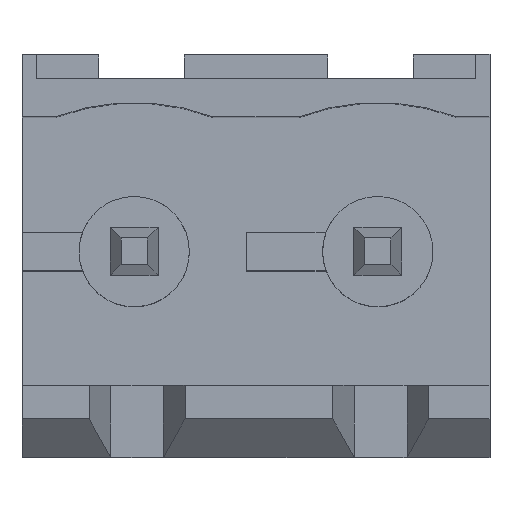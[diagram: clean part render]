
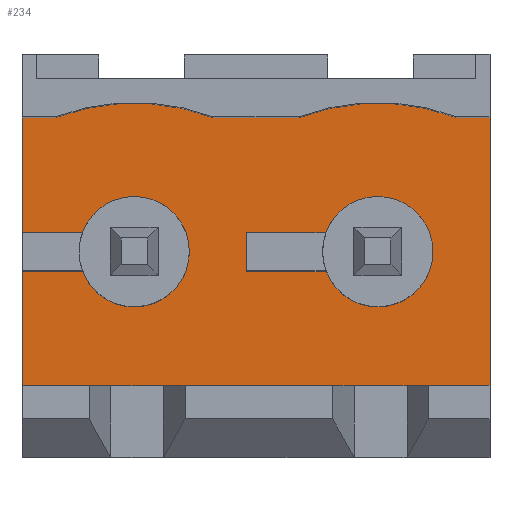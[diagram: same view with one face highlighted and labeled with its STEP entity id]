
A CAD part, top view. The second image highlights one B-rep face of the part: STEP entity #234.
In plain terms, the highlighted planar face has unit normal (0, 0, 1).
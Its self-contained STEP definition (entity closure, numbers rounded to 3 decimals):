
#234 = ADVANCED_FACE( '', ( #520, #521 ), #522, .T. );
#520 = FACE_BOUND( '', #877, .T. );
#521 = FACE_OUTER_BOUND( '', #878, .T. );
#522 = PLANE( '', #879 );
#877 = EDGE_LOOP( '', ( #1370, #1371, #1372, #1373 ) );
#878 = EDGE_LOOP( '', ( #1374, #1375, #1376, #1377, #1378, #1379, #1380, #1381, #1382, #1383, #1384, #1385 ) );
#879 = AXIS2_PLACEMENT_3D( '', #1386, #1387, #1388 );
#1370 = ORIENTED_EDGE( '', *, *, #2306, .F. );
#1371 = ORIENTED_EDGE( '', *, *, #2307, .F. );
#1372 = ORIENTED_EDGE( '', *, *, #2308, .F. );
#1373 = ORIENTED_EDGE( '', *, *, #2309, .F. );
#1374 = ORIENTED_EDGE( '', *, *, #2310, .T. );
#1375 = ORIENTED_EDGE( '', *, *, #2272, .T. );
#1376 = ORIENTED_EDGE( '', *, *, #2311, .T. );
#1377 = ORIENTED_EDGE( '', *, *, #2312, .T. );
#1378 = ORIENTED_EDGE( '', *, *, #2313, .T. );
#1379 = ORIENTED_EDGE( '', *, *, #2314, .T. );
#1380 = ORIENTED_EDGE( '', *, *, #2203, .T. );
#1381 = ORIENTED_EDGE( '', *, *, #2315, .T. );
#1382 = ORIENTED_EDGE( '', *, *, #2316, .F. );
#1383 = ORIENTED_EDGE( '', *, *, #2317, .F. );
#1384 = ORIENTED_EDGE( '', *, *, #2198, .F. );
#1385 = ORIENTED_EDGE( '', *, *, #2318, .T. );
#1386 = CARTESIAN_POINT( '', ( 0., 0., 3. ) );
#1387 = DIRECTION( '', ( 0., 0., 1. ) );
#1388 = DIRECTION( '', ( 1., 0., 0. ) );
#2198 = EDGE_CURVE( '', #2617, #2620, #2621, .T. );
#2203 = EDGE_CURVE( '', #2629, #2626, #2630, .T. );
#2272 = EDGE_CURVE( '', #2752, #2750, #2753, .T. );
#2306 = EDGE_CURVE( '', #2805, #2806, #2807, .T. );
#2307 = EDGE_CURVE( '', #2808, #2805, #2809, .T. );
#2308 = EDGE_CURVE( '', #2810, #2808, #2811, .T. );
#2309 = EDGE_CURVE( '', #2806, #2810, #2812, .T. );
#2310 = EDGE_CURVE( '', #2813, #2752, #2814, .T. );
#2311 = EDGE_CURVE( '', #2750, #2815, #2816, .T. );
#2312 = EDGE_CURVE( '', #2815, #2817, #2818, .T. );
#2313 = EDGE_CURVE( '', #2817, #2819, #2820, .T. );
#2314 = EDGE_CURVE( '', #2819, #2629, #2821, .T. );
#2315 = EDGE_CURVE( '', #2626, #2822, #2823, .T. );
#2316 = EDGE_CURVE( '', #2824, #2822, #2825, .T. );
#2317 = EDGE_CURVE( '', #2620, #2824, #2826, .T. );
#2318 = EDGE_CURVE( '', #2617, #2813, #2827, .T. );
#2617 = VERTEX_POINT( '', #3223 );
#2620 = VERTEX_POINT( '', #3227 );
#2621 = LINE( '', #3228, #3229 );
#2626 = VERTEX_POINT( '', #3236 );
#2629 = VERTEX_POINT( '', #3240 );
#2630 = LINE( '', #3241, #3242 );
#2750 = VERTEX_POINT( '', #3416 );
#2752 = VERTEX_POINT( '', #3419 );
#2753 = LINE( '', #3420, #3421 );
#2805 = VERTEX_POINT( '', #3500 );
#2806 = VERTEX_POINT( '', #3501 );
#2807 = CIRCLE( '', #3502, 1.15 );
#2808 = VERTEX_POINT( '', #3503 );
#2809 = LINE( '', #3504, #3505 );
#2810 = VERTEX_POINT( '', #3506 );
#2811 = LINE( '', #3507, #3508 );
#2812 = LINE( '', #3509, #3510 );
#2813 = VERTEX_POINT( '', #3511 );
#2814 = LINE( '', #3512, #3513 );
#2815 = VERTEX_POINT( '', #3514 );
#2816 = LINE( '', #3515, #3516 );
#2817 = VERTEX_POINT( '', #3517 );
#2818 = CIRCLE( '', #3518, 4.633 );
#2819 = VERTEX_POINT( '', #3519 );
#2820 = LINE( '', #3520, #3521 );
#2821 = CIRCLE( '', #3522, 4.633 );
#2822 = VERTEX_POINT( '', #3523 );
#2823 = LINE( '', #3524, #3525 );
#2824 = VERTEX_POINT( '', #3526 );
#2825 = LINE( '', #3527, #3528 );
#2826 = CIRCLE( '', #3529, 1.15 );
#2827 = LINE( '', #3530, #3531 );
#3223 = CARTESIAN_POINT( '', ( 1.6, 3.9, 3. ) );
#3227 = CARTESIAN_POINT( '', ( 2.862, 3.9, 3. ) );
#3228 = CARTESIAN_POINT( '', ( 1.2, 3.9, 3. ) );
#3229 = VECTOR( '', #4031, 1000. );
#3236 = CARTESIAN_POINT( '', ( 1.6, 7.1, 3. ) );
#3240 = CARTESIAN_POINT( '', ( 2.3, 7.1, 3. ) );
#3241 = CARTESIAN_POINT( '', ( 11.76, 7.1, 3. ) );
#3242 = VECTOR( '', #4035, 1000. );
#3416 = CARTESIAN_POINT( '', ( 11.36, 7.1, 3. ) );
#3419 = CARTESIAN_POINT( '', ( 11.36, 1.5, 3. ) );
#3420 = CARTESIAN_POINT( '', ( 11.36, 0., 3. ) );
#3421 = VECTOR( '', #4094, 1000. );
#3500 = CARTESIAN_POINT( '', ( 7.942, 3.9, 3. ) );
#3501 = CARTESIAN_POINT( '', ( 7.942, 4.7, 3. ) );
#3502 = AXIS2_PLACEMENT_3D( '', #4125, #4126, #4127 );
#3503 = CARTESIAN_POINT( '', ( 6.28, 3.9, 3. ) );
#3504 = CARTESIAN_POINT( '', ( 6.28, 3.9, 3. ) );
#3505 = VECTOR( '', #4128, 1000. );
#3506 = CARTESIAN_POINT( '', ( 6.28, 4.7, 3. ) );
#3507 = CARTESIAN_POINT( '', ( 6.28, 4.7, 3. ) );
#3508 = VECTOR( '', #4129, 1000. );
#3509 = CARTESIAN_POINT( '', ( 7.942, 4.7, 3. ) );
#3510 = VECTOR( '', #4130, 1000. );
#3511 = CARTESIAN_POINT( '', ( 1.6, 1.5, 3. ) );
#3512 = CARTESIAN_POINT( '', ( 1.2, 1.5, 3. ) );
#3513 = VECTOR( '', #4131, 1000. );
#3514 = CARTESIAN_POINT( '', ( 10.66, 7.1, 3. ) );
#3515 = CARTESIAN_POINT( '', ( 11.76, 7.1, 3. ) );
#3516 = VECTOR( '', #4132, 1000. );
#3517 = CARTESIAN_POINT( '', ( 7.38, 7.1, 3. ) );
#3518 = AXIS2_PLACEMENT_3D( '', #4133, #4134, #4135 );
#3519 = CARTESIAN_POINT( '', ( 5.58, 7.1, 3. ) );
#3520 = CARTESIAN_POINT( '', ( 11.76, 7.1, 3. ) );
#3521 = VECTOR( '', #4136, 1000. );
#3522 = AXIS2_PLACEMENT_3D( '', #4137, #4138, #4139 );
#3523 = CARTESIAN_POINT( '', ( 1.6, 4.7, 3. ) );
#3524 = CARTESIAN_POINT( '', ( 1.6, 0., 3. ) );
#3525 = VECTOR( '', #4140, 1000. );
#3526 = CARTESIAN_POINT( '', ( 2.862, 4.7, 3. ) );
#3527 = CARTESIAN_POINT( '', ( 2.862, 4.7, 3. ) );
#3528 = VECTOR( '', #4141, 1000. );
#3529 = AXIS2_PLACEMENT_3D( '', #4142, #4143, #4144 );
#3530 = CARTESIAN_POINT( '', ( 1.6, 0., 3. ) );
#3531 = VECTOR( '', #4145, 1000. );
#4031 = DIRECTION( '', ( 1., 0., 0. ) );
#4035 = DIRECTION( '', ( -1., 0., 0. ) );
#4094 = DIRECTION( '', ( 0., 1., 0. ) );
#4125 = CARTESIAN_POINT( '', ( 9.02, 4.3, 3. ) );
#4126 = DIRECTION( '', ( 0., 0., 1. ) );
#4127 = DIRECTION( '', ( 1., 0., 0. ) );
#4128 = DIRECTION( '', ( 1., 0., 0. ) );
#4129 = DIRECTION( '', ( 0., -1., 0. ) );
#4130 = DIRECTION( '', ( -1., 0., 0. ) );
#4131 = DIRECTION( '', ( 1., 0., 0. ) );
#4132 = DIRECTION( '', ( -1., 0., 0. ) );
#4133 = CARTESIAN_POINT( '', ( 9.02, 2.767, 3. ) );
#4134 = DIRECTION( '', ( 0., 0., 1. ) );
#4135 = DIRECTION( '', ( 1., 0., 0. ) );
#4136 = DIRECTION( '', ( -1., 0., 0. ) );
#4137 = CARTESIAN_POINT( '', ( 3.94, 2.767, 3. ) );
#4138 = DIRECTION( '', ( 0., 0., 1. ) );
#4139 = DIRECTION( '', ( 1., 0., 0. ) );
#4140 = DIRECTION( '', ( 0., -1., 0. ) );
#4141 = DIRECTION( '', ( -1., 0., 0. ) );
#4142 = CARTESIAN_POINT( '', ( 3.94, 4.3, 3. ) );
#4143 = DIRECTION( '', ( 0., 0., 1. ) );
#4144 = DIRECTION( '', ( 1., 0., 0. ) );
#4145 = DIRECTION( '', ( 0., -1., 0. ) );
